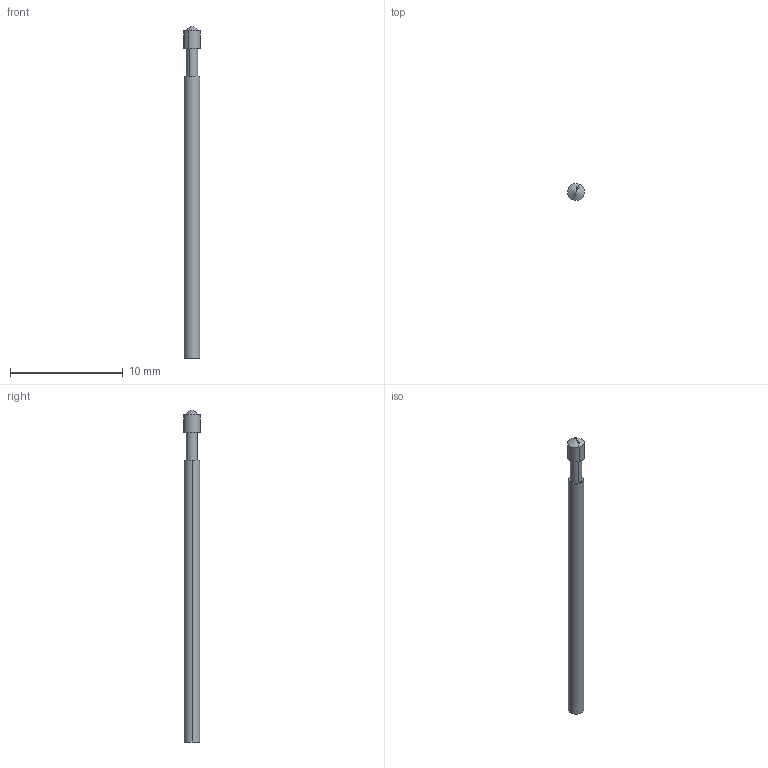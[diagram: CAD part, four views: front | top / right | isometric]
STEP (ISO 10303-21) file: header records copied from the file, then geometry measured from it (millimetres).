
FILE_DESCRIPTION (( 'STEP AP214' ), '1' );
FILE_NAME ('User Library-APP100.STEP', '2024-07-22T17:24:56', ( '' ), ( '' ), 'SwSTEP 2.0', 'SolidWorks 2022', '' );
FILE_SCHEMA (( 'AUTOMOTIVE_DESIGN' ));
Length unit declared in the file: millimetre
Products named in the file (3): User Library-APP100; APP100_body_По умолчанию; APP100_pin_E2
Assembly tree (2 placements, depth 2):
  User Library-APP100
    APP100_body_По умолчанию
    APP100_pin_E2
Bounding box: 1.5 x 1.5 x 29.46 mm (x, y, z)
Volume: 30.2 mm3; surface area: 255.2 mm2
Topology: 2 solids, 2 shells, 15 faces, 28 edges, 17 vertices
Faces by surface type: cylinder 8, plane 5, cone 2
Entity records: 478 total; most frequent: DIRECTION 82, CARTESIAN_POINT 63, ORIENTED_EDGE 52, AXIS2_PLACEMENT_3D 36, EDGE_CURVE 26, EDGE_LOOP 17, VERTEX_POINT 17, CIRCLE 16
